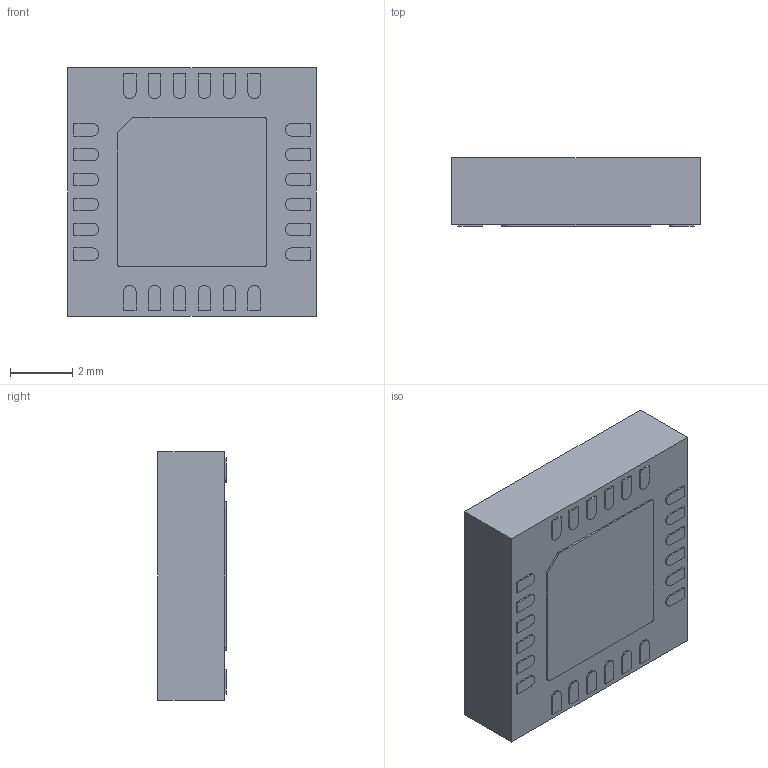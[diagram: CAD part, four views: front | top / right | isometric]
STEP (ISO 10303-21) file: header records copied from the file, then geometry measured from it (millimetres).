
FILE_DESCRIPTION (( 'STEP AP214' ), '1' );
FILE_NAME ( 'PQFN25P80_800X800X220L80X40T480.STEP', '2018-09-26T16:29:05', ( '' ), ( '' ), 'Part was generated with the free Library Expert Lite available at www.PCBLibraries.com. Removing line will violate the End User License Agreement.', '©2017 PCB Libraries, Inc.', '' );
FILE_SCHEMA (( 'AUTOMOTIVE_DESIGN' ));
Length unit declared in the file: millimetre
Products named in the file (1): PQFN25P80_800X800X220L80X40T480
Bounding box: 8 x 2.2 x 8 mm (x, y, z)
Volume: 139.1 mm3; surface area: 268.3 mm2
Topology: 26 solids, 26 shells, 196 faces, 426 edges, 284 vertices
Faces by surface type: plane 140, cylinder 54, torus 2
Entity records: 6151 total; most frequent: DIRECTION 934, CARTESIAN_POINT 907, ORIENTED_EDGE 852, EDGE_CURVE 426, VECTOR 312, LINE 312, AXIS2_PLACEMENT_3D 311, VERTEX_POINT 284
